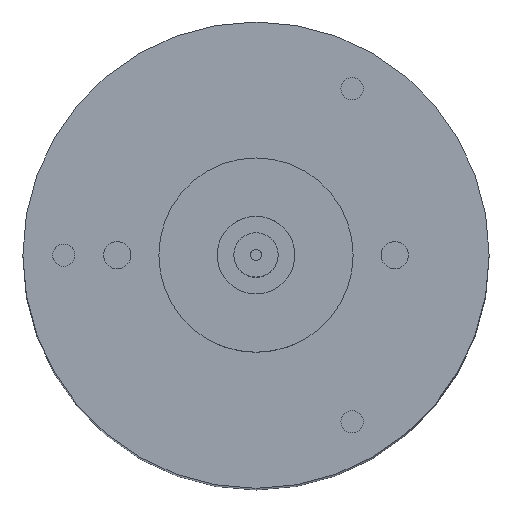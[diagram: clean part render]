
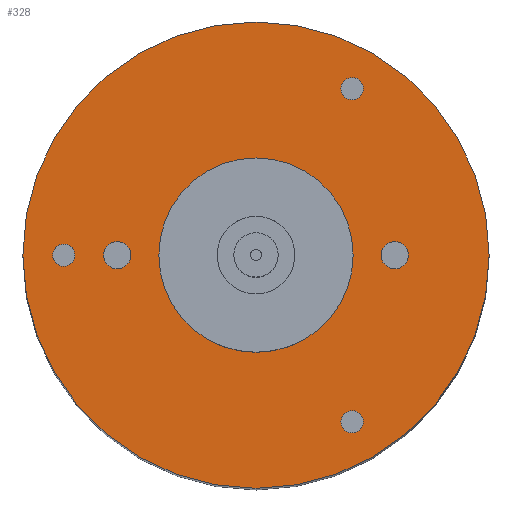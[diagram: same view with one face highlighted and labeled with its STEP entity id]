
A CAD part, top view. The second image highlights one B-rep face of the part: STEP entity #328.
In plain terms, the highlighted planar face has unit normal (0, 0, 1).
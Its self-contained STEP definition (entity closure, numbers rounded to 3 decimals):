
#328 = ADVANCED_FACE( '', ( #708, #709, #710, #711, #712, #713, #714 ), #715, .F. );
#708 = FACE_BOUND( '', #1085, .T. );
#709 = FACE_BOUND( '', #1086, .T. );
#710 = FACE_BOUND( '', #1087, .T. );
#711 = FACE_BOUND( '', #1088, .T. );
#712 = FACE_BOUND( '', #1089, .T. );
#713 = FACE_BOUND( '', #1090, .T. );
#714 = FACE_OUTER_BOUND( '', #1091, .T. );
#715 = PLANE( '', #1092 );
#1085 = EDGE_LOOP( '', ( #1832 ) );
#1086 = EDGE_LOOP( '', ( #1833 ) );
#1087 = EDGE_LOOP( '', ( #1834 ) );
#1088 = EDGE_LOOP( '', ( #1835 ) );
#1089 = EDGE_LOOP( '', ( #1836 ) );
#1090 = EDGE_LOOP( '', ( #1837 ) );
#1091 = EDGE_LOOP( '', ( #1838 ) );
#1092 = AXIS2_PLACEMENT_3D( '', #1839, #1840, #1841 );
#1832 = ORIENTED_EDGE( '', *, *, #2071, .T. );
#1833 = ORIENTED_EDGE( '', *, *, #2058, .T. );
#1834 = ORIENTED_EDGE( '', *, *, #2085, .T. );
#1835 = ORIENTED_EDGE( '', *, *, #1963, .T. );
#1836 = ORIENTED_EDGE( '', *, *, #2112, .T. );
#1837 = ORIENTED_EDGE( '', *, *, #2110, .T. );
#1838 = ORIENTED_EDGE( '', *, *, #1970, .F. );
#1839 = CARTESIAN_POINT( '', ( 0., 0., 85. ) );
#1840 = DIRECTION( '', ( 0., 0., -1. ) );
#1841 = DIRECTION( '', ( -1., 0., 0. ) );
#1963 = EDGE_CURVE( '', #2315, #2315, #2316, .T. );
#1970 = EDGE_CURVE( '', #2326, #2326, #2327, .T. );
#2058 = EDGE_CURVE( '', #2450, #2450, #2451, .T. );
#2071 = EDGE_CURVE( '', #2467, #2467, #2468, .T. );
#2085 = EDGE_CURVE( '', #2485, #2485, #2486, .T. );
#2110 = EDGE_CURVE( '', #2514, #2514, #2515, .T. );
#2112 = EDGE_CURVE( '', #2517, #2517, #2518, .T. );
#2315 = VERTEX_POINT( '', #2779 );
#2316 = CIRCLE( '', #2780, 1.23 );
#2326 = VERTEX_POINT( '', #2790 );
#2327 = CIRCLE( '', #2791, 21. );
#2450 = VERTEX_POINT( '', #2955 );
#2451 = CIRCLE( '', #2956, 1.007 );
#2467 = VERTEX_POINT( '', #2973 );
#2468 = CIRCLE( '', #2974, 1.007 );
#2485 = VERTEX_POINT( '', #2994 );
#2486 = CIRCLE( '', #2995, 1.007 );
#2514 = VERTEX_POINT( '', #3028 );
#2515 = CIRCLE( '', #3029, 8.75 );
#2517 = VERTEX_POINT( '', #3031 );
#2518 = CIRCLE( '', #3032, 1.23 );
#2779 = CARTESIAN_POINT( '', ( -12.5, -1.23, 85. ) );
#2780 = AXIS2_PLACEMENT_3D( '', #3179, #3180, #3181 );
#2790 = CARTESIAN_POINT( '', ( 21., 0., 85. ) );
#2791 = AXIS2_PLACEMENT_3D( '', #3191, #3192, #3193 );
#2955 = CARTESIAN_POINT( '', ( 8.66, 13.994, 85. ) );
#2956 = AXIS2_PLACEMENT_3D( '', #3283, #3284, #3285 );
#2973 = CARTESIAN_POINT( '', ( 8.66, -16.007, 85. ) );
#2974 = AXIS2_PLACEMENT_3D( '', #3296, #3297, #3298 );
#2994 = CARTESIAN_POINT( '', ( -17.321, -1.007, 85. ) );
#2995 = AXIS2_PLACEMENT_3D( '', #3308, #3309, #3310 );
#3028 = CARTESIAN_POINT( '', ( 0., 8.75, 85. ) );
#3029 = AXIS2_PLACEMENT_3D( '', #3322, #3323, #3324 );
#3031 = CARTESIAN_POINT( '', ( 12.5, -1.23, 85. ) );
#3032 = AXIS2_PLACEMENT_3D( '', #3325, #3326, #3327 );
#3179 = CARTESIAN_POINT( '', ( -12.5, 0., 85. ) );
#3180 = DIRECTION( '', ( 0., 0., -1. ) );
#3181 = DIRECTION( '', ( 0., -1., 0. ) );
#3191 = CARTESIAN_POINT( '', ( 0., 0., 85. ) );
#3192 = DIRECTION( '', ( 0., 0., -1. ) );
#3193 = DIRECTION( '', ( 1., 0., 0. ) );
#3283 = CARTESIAN_POINT( '', ( 8.66, 15., 85. ) );
#3284 = DIRECTION( '', ( 0., 0., -1. ) );
#3285 = DIRECTION( '', ( 0., -1., 0. ) );
#3296 = CARTESIAN_POINT( '', ( 8.66, -15., 85. ) );
#3297 = DIRECTION( '', ( 0., 0., -1. ) );
#3298 = DIRECTION( '', ( 0., -1., 0. ) );
#3308 = CARTESIAN_POINT( '', ( -17.321, 0., 85. ) );
#3309 = DIRECTION( '', ( 0., 0., -1. ) );
#3310 = DIRECTION( '', ( 0., -1., 0. ) );
#3322 = CARTESIAN_POINT( '', ( 0., 0., 85. ) );
#3323 = DIRECTION( '', ( 0., 0., -1. ) );
#3324 = DIRECTION( '', ( 0., 1., 0. ) );
#3325 = CARTESIAN_POINT( '', ( 12.5, 0., 85. ) );
#3326 = DIRECTION( '', ( 0., 0., -1. ) );
#3327 = DIRECTION( '', ( 0., -1., 0. ) );
